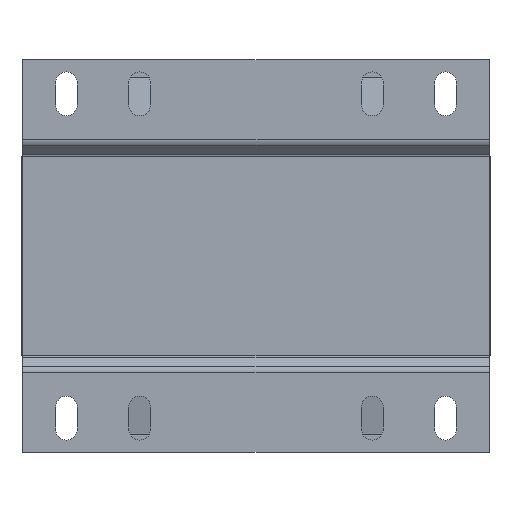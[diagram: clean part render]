
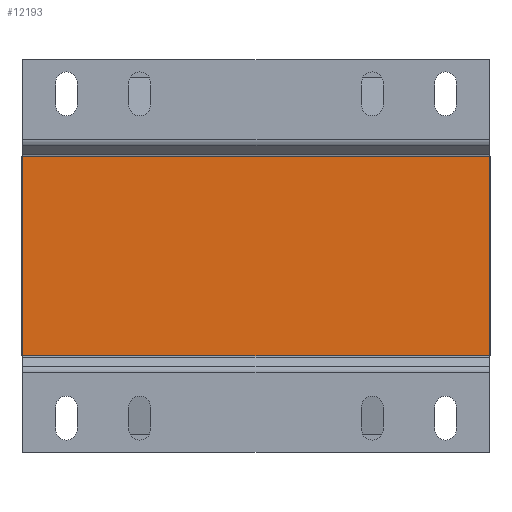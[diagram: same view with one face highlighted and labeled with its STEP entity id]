
A CAD part, front view. The second image highlights one B-rep face of the part: STEP entity #12193.
In plain terms, the highlighted planar face has unit normal (0, -1, 0).
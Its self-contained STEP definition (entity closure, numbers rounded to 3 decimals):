
#907 = CARTESIAN_POINT ( 'NONE',  ( 0., -82.5, -41. ) ) ;
#1296 = VECTOR ( 'NONE', #4234, 1000. ) ;
#1492 = VERTEX_POINT ( 'NONE', #9882 ) ;
#1804 = VERTEX_POINT ( 'NONE', #4377 ) ;
#2353 = EDGE_CURVE ( 'Defeature ausgef�hrt1_199+Defeature ausgef�hrt1_200+Defeature ausgef�hrt1_202+Defeature ausgef�hrt1_219', #1492, #11855, #3166, .T. ) ;
#2498 = VECTOR ( 'NONE', #10257, 1000. ) ;
#2605 = DIRECTION ( 'NONE',  ( 1., 0., 0. ) ) ;
#2902 = CARTESIAN_POINT ( 'NONE',  ( 95.75, -82.5, 41. ) ) ;
#3166 = LINE ( 'NONE', #10368, #1296 ) ;
#3249 = ORIENTED_EDGE ( 'NONE', *, *, #8226, .F. ) ;
#4234 = DIRECTION ( 'NONE',  ( 0., 0., 1. ) ) ;
#4377 = CARTESIAN_POINT ( 'NONE',  ( 95.75, -82.5, -41. ) ) ;
#4633 = DIRECTION ( 'NONE',  ( 0., 1., 0. ) ) ;
#4928 = DIRECTION ( 'NONE',  ( -1., 0., 0. ) ) ;
#5186 = LINE ( 'NONE', #12204, #2498 ) ;
#5839 = FACE_OUTER_BOUND ( 'NONE', #6845, .T. ) ;
#6093 = EDGE_CURVE ( 'Defeature ausgef�hrt1_198+Defeature ausgef�hrt1_200+Defeature ausgef�hrt1_218+Defeature ausgef�hrt1_201', #12359, #1804, #7394, .T. ) ;
#6145 = ORIENTED_EDGE ( 'NONE', *, *, #12555, .T. ) ;
#6845 = EDGE_LOOP ( 'NONE', ( #3249, #11509, #6145, #11614 ) ) ;
#7394 = LINE ( 'NONE', #9374, #11263 ) ;
#7557 = AXIS2_PLACEMENT_3D ( 'NONE', #8590, #4633, #2605 ) ;
#7600 = VECTOR ( 'NONE', #4928, 1000. ) ;
#8226 = EDGE_CURVE ( 'Defeature ausgef�hrt1_203+Defeature ausgef�hrt1_200+Defeature ausgef�hrt1_201+Defeature ausgef�hrt1_202', #1804, #1492, #10220, .T. ) ;
#8590 = CARTESIAN_POINT ( 'NONE',  ( 0., -82.5, 0. ) ) ;
#9374 = CARTESIAN_POINT ( 'NONE',  ( 95.75, -82.5, 80.5 ) ) ;
#9882 = CARTESIAN_POINT ( 'NONE',  ( -95.75, -82.5, -41. ) ) ;
#10220 = LINE ( 'NONE', #907, #7600 ) ;
#10257 = DIRECTION ( 'NONE',  ( -1., 0., 0. ) ) ;
#10368 = CARTESIAN_POINT ( 'NONE',  ( -95.75, -82.5, 80.5 ) ) ;
#11263 = VECTOR ( 'NONE', #11399, 1000. ) ;
#11399 = DIRECTION ( 'NONE',  ( 0., 0., -1. ) ) ;
#11509 = ORIENTED_EDGE ( 'NONE', *, *, #6093, .F. ) ;
#11614 = ORIENTED_EDGE ( 'NONE', *, *, #2353, .F. ) ;
#11698 = PLANE ( 'NONE',  #7557 ) ;
#11842 = CARTESIAN_POINT ( 'NONE',  ( -95.75, -82.5, 41. ) ) ;
#11855 = VERTEX_POINT ( 'NONE', #11842 ) ;
#12193 = ADVANCED_FACE ( 'Defeature ausgef�hrt1_200', ( #5839 ), #11698, .F. ) ;
#12204 = CARTESIAN_POINT ( 'NONE',  ( 0., -82.5, 41. ) ) ;
#12359 = VERTEX_POINT ( 'NONE', #2902 ) ;
#12555 = EDGE_CURVE ( 'Defeature ausgef�hrt1_200+Defeature ausgef�hrt1_220+Defeature ausgef�hrt1_198+Defeature ausgef�hrt1_199', #12359, #11855, #5186, .T. ) ;
